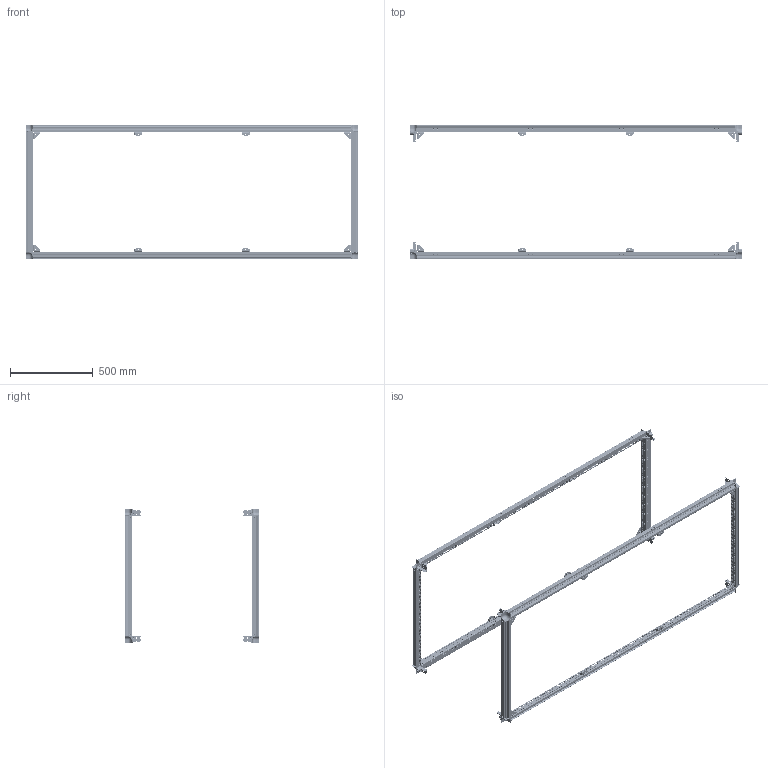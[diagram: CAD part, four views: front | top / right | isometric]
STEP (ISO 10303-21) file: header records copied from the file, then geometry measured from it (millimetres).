
FILE_DESCRIPTION (( 'STEP AP214' ), '1' );
FILE_NAME ('F2D800 Ðàìû_èçì0018_11.18.step', '2020-11-05T18:00:16', ( '' ), ( '' ), 'SwSTEP 2.0', 'SolidWorks 2019', '' );
FILE_SCHEMA (( 'AUTOMOTIVE_DESIGN' ));
Length unit declared in the file: millimetre
Products named in the file (167): AVT001.10.00.04 赶鎀鍧_01; AVT001.00.00.05 Êðîíøòåéí ñîåäèíèòåëüíûé_èçâ0035_05.19; Âèíò ñàìîíàðåçàþùèé Ì6 DIN 7516À; Çàêëåïêà ðåçüáîâàÿ çàêðûòàÿ Ì6 àðò. 335276; AVT001.10.00.04 赶鎀鍧; AVT001.01.22.02 Ïðîôèëü; AVT001.10.00.04 赶鎀鍧_00; AVT001.01.20.01 Ïðîôèëü L_1925; AVT001.01.20.01 Ïðîôèëü L_1925_00; TCA001 Ñîåäèíèòåëü óãëîâîé; AVT001.00.00.04 Êðîíøòåéí óãëîâîé_èçâ0035_05.19; Ãàéêà êëåòåâàÿ Ì6_3À; Âèíò ñàìîíàðåçàþùèé Ì6 DIN 7516À_6å16; AVT002.01.21.00 Ðàìà_èçâ0025_01.19_00; AVT002.01.20.00 冓憵_00; AVT001.00.00.04 Êðîíøòåéí óãëîâîé_èçâ0035_05.19_00; AVT002.01.22.00 砐櫇謥玁縺_00; AVT001.00.00.05 Êðîíøòåéí ñîåäèíèòåëüíûé_èçâ0035_05.19_00; AVT001.01.22.02 橡铘桦黖00; Çàêëåïêà ðåçüáîâàÿ çàêðûòàÿ Ì6 àðò. 335276_00; F2D800 Ðàìû_èçì0018_11.18; TCA001 Ñîåäèíèòåëü óãëîâîé_00
Assembly tree (156 placements, depth 5):
  AVT001.00.00.05 Êðîíøòåéí ñîåäèíèòåëüíûé_èçâ0035_05.19
  Âèíò ñàìîíàðåçàþùèé Ì6 DIN 7516À
  Çàêëåïêà ðåçüáîâàÿ çàêðûòàÿ Ì6 àðò. 335276
  Çàêëåïêà ðåçüáîâàÿ çàêðûòàÿ Ì6 àðò. 335276
  AVT001.10.00.04 赶鎀鍧
Bounding box: 2010 x 811 x 810.5 mm (x, y, z)
Volume: 3287871.5 mm3; surface area: 3965593.9 mm2
Topology: 148 solids, 148 shells, 18920 faces, 51108 edges, 32144 vertices
Faces by surface type: plane 9464, cylinder 6496, bspline 1160, torus 800, sphere 648, cone 352
Entity records: 107108 total; most frequent: CARTESIAN_POINT 21359, ORIENTED_EDGE 17260, DIRECTION 16555, EDGE_CURVE 8630, VECTOR 5923, LINE 5923, VERTEX_POINT 5598, AXIS2_PLACEMENT_3D 5316
